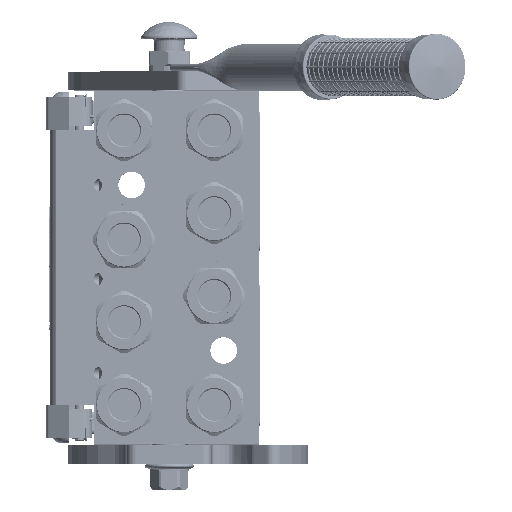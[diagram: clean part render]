
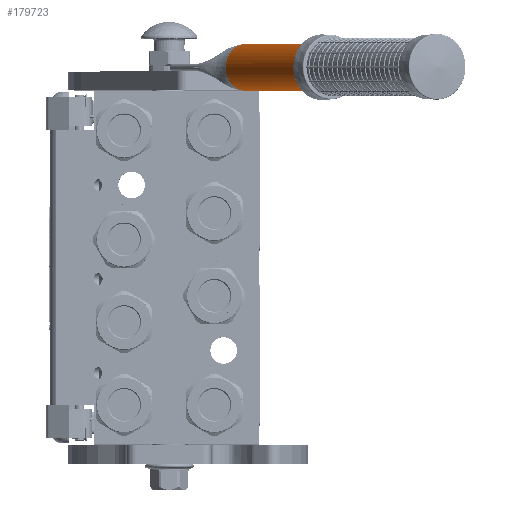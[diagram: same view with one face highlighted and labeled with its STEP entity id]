
A CAD part, top view. The second image highlights one B-rep face of the part: STEP entity #179723.
In plain terms, the highlighted cylindrical face has radius 12.5 mm (diameter 25 mm), a partial arc.
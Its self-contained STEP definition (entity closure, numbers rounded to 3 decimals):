
#1117 = CARTESIAN_POINT ( 'NONE',  ( 12.5, 0.24, 0. ) ) ;
#6253 = DIRECTION ( 'NONE',  ( 0., 1., 0. ) ) ;
#6585 = DIRECTION ( 'NONE',  ( 0., 1., 0. ) ) ;
#9512 = CARTESIAN_POINT ( 'NONE',  ( -12.499, 0.235, -0.221 ) ) ;
#9597 = DIRECTION ( 'NONE',  ( 0.994, 0., -0.109 ) ) ;
#9651 = EDGE_CURVE ( 'NONE', #111620, #76090, #85189, .T. ) ;
#10870 = CARTESIAN_POINT ( 'NONE',  ( 12.466, 0.127, -0.927 ) ) ;
#12369 = CARTESIAN_POINT ( 'NONE',  ( 12.5, 0.24, 0. ) ) ;
#13844 = CARTESIAN_POINT ( 'NONE',  ( 12.464, 0.121, -0.953 ) ) ;
#26526 = FACE_OUTER_BOUND ( 'NONE', #185042, .T. ) ;
#27009 = CARTESIAN_POINT ( 'NONE',  ( -12.494, 0.22, -0.394 ) ) ;
#27743 = CARTESIAN_POINT ( 'NONE',  ( -12.486, 0.195, -0.586 ) ) ;
#30563 = CARTESIAN_POINT ( 'NONE',  ( 12.467, 0.131, -0.91 ) ) ;
#38737 = ORIENTED_EDGE ( 'NONE', *, *, #133872, .F. ) ;
#44438 = CARTESIAN_POINT ( 'NONE',  ( -12.481, 0.178, -0.683 ) ) ;
#45027 = CARTESIAN_POINT ( 'NONE',  ( 12.474, 0.155, -0.804 ) ) ;
#46514 = CARTESIAN_POINT ( 'NONE',  ( 12.441, 0.049, -1.219 ) ) ;
#48151 = CARTESIAN_POINT ( 'NONE',  ( 0., 0., -12.5 ) ) ;
#48165 = ORIENTED_EDGE ( 'NONE', *, *, #71301, .T. ) ;
#53731 = CIRCLE ( 'NONE', #110010, 12.5 ) ;
#61799 = VECTOR ( 'NONE', #192690, 1000. ) ;
#62633 = CARTESIAN_POINT ( 'NONE',  ( -12.492, 0.214, -0.452 ) ) ;
#64097 = CARTESIAN_POINT ( 'NONE',  ( -12.5, 0.24, 0. ) ) ;
#64556 = DIRECTION ( 'NONE',  ( 1., 0., 0. ) ) ;
#65838 = DIRECTION ( 'NONE',  ( 0., -1., 0. ) ) ;
#66643 = B_SPLINE_CURVE_WITH_KNOTS ( 'NONE', 3,
 ( #133125, #46514, #81416, #203149, #13844, #10870, #98912, #30563, #117894, #169629, #45027, #152085, #116423, #79939, #82171, #12369 ),
 .UNSPECIFIED., .F., .F.,
 ( 4, 2, 1, 2, 2, 1, 2, 2, 4 ),
 ( 0., 0.25, 0.313, 0.328, 0.344, 0.375, 0.438, 0.5, 1. ),
 .UNSPECIFIED. ) ;
#71301 = EDGE_CURVE ( 'NONE', #75102, #175836, #208399, .T. ) ;
#75102 = VERTEX_POINT ( 'NONE', #116392 ) ;
#76090 = VERTEX_POINT ( 'NONE', #48151 ) ;
#79348 = CARTESIAN_POINT ( 'NONE',  ( -12.481, 0.178, -0.688 ) ) ;
#79939 = CARTESIAN_POINT ( 'NONE',  ( 12.494, 0.221, -0.449 ) ) ;
#81416 = CARTESIAN_POINT ( 'NONE',  ( 12.452, 0.083, -1.1 ) ) ;
#82171 = CARTESIAN_POINT ( 'NONE',  ( 12.5, 0.24, -0.216 ) ) ;
#83347 = ORIENTED_EDGE ( 'NONE', *, *, #194824, .F. ) ;
#85189 = CIRCLE ( 'NONE', #142515, 12.5 ) ;
#87082 = CARTESIAN_POINT ( 'NONE',  ( 0., 0., 0. ) ) ;
#93463 = EDGE_CURVE ( 'NONE', #76090, #122801, #53731, .T. ) ;
#96845 = CARTESIAN_POINT ( 'NONE',  ( -12.456, 0.096, -1.087 ) ) ;
#98912 = CARTESIAN_POINT ( 'NONE',  ( 12.466, 0.13, -0.917 ) ) ;
#109434 = CARTESIAN_POINT ( 'NONE',  ( 12.426, 0., -1.36 ) ) ;
#110010 = AXIS2_PLACEMENT_3D ( 'NONE', #110643, #6585, #9597 ) ;
#110359 = ORIENTED_EDGE ( 'NONE', *, *, #93463, .T. ) ;
#110643 = CARTESIAN_POINT ( 'NONE',  ( 0., 0., 0. ) ) ;
#111620 = VERTEX_POINT ( 'NONE', #109434 ) ;
#112417 = CARTESIAN_POINT ( 'NONE',  ( 12.5, 0.24, 0. ) ) ;
#112660 = CARTESIAN_POINT ( 'NONE',  ( -12.5, 198., 0. ) ) ;
#114347 = CARTESIAN_POINT ( 'NONE',  ( -12.482, 0.182, -0.665 ) ) ;
#114635 = VERTEX_POINT ( 'NONE', #112417 ) ;
#116081 = CARTESIAN_POINT ( 'NONE',  ( 0., 0., 0. ) ) ;
#116392 = CARTESIAN_POINT ( 'NONE',  ( -12.5, 0.24, 0. ) ) ;
#116423 = CARTESIAN_POINT ( 'NONE',  ( 12.479, 0.172, -0.721 ) ) ;
#117894 = CARTESIAN_POINT ( 'NONE',  ( 12.468, 0.136, -0.889 ) ) ;
#120396 = AXIS2_PLACEMENT_3D ( 'NONE', #116081, #65838, #187501 ) ;
#122801 = VERTEX_POINT ( 'NONE', #214292 ) ;
#133125 = CARTESIAN_POINT ( 'NONE',  ( 12.426, 0., -1.36 ) ) ;
#133872 = EDGE_CURVE ( 'NONE', #75102, #122801, #175398, .T. ) ;
#142515 = AXIS2_PLACEMENT_3D ( 'NONE', #87082, #157736, #208800 ) ;
#143270 = CYLINDRICAL_SURFACE ( 'NONE', #120396, 12.5 ) ;
#147548 = ORIENTED_EDGE ( 'NONE', *, *, #9651, .T. ) ;
#148507 = CARTESIAN_POINT ( 'NONE',  ( -12.484, 0.186, -0.638 ) ) ;
#149326 = EDGE_CURVE ( 'NONE', #114635, #198056, #162329, .T. ) ;
#152085 = CARTESIAN_POINT ( 'NONE',  ( 12.478, 0.167, -0.748 ) ) ;
#156577 = VECTOR ( 'NONE', #6253, 1000. ) ;
#157736 = DIRECTION ( 'NONE',  ( 0., 1., 0. ) ) ;
#162329 = LINE ( 'NONE', #1117, #61799 ) ;
#163537 = CARTESIAN_POINT ( 'NONE',  ( -12.5, 0.24, 0. ) ) ;
#169629 = CARTESIAN_POINT ( 'NONE',  ( 12.471, 0.146, -0.847 ) ) ;
#170583 = ORIENTED_EDGE ( 'NONE', *, *, #149326, .F. ) ;
#175398 = B_SPLINE_CURVE_WITH_KNOTS ( 'NONE', 3,
 ( #64097, #217839, #9512, #27009, #62633, #218596, #27743, #148507, #114347, #201803, #44438, #79348, #201038, #96845, #185017 ),
 .UNSPECIFIED., .F., .F.,
 ( 4, 2, 2, 1, 1, 1, 2, 2, 4 ),
 ( 0., 0.25, 0.375, 0.438, 0.469, 0.484, 0.492, 0.5, 1. ),
 .UNSPECIFIED. ) ;
#175836 = VERTEX_POINT ( 'NONE', #112660 ) ;
#179723 = ADVANCED_FACE ( 'NONE', ( #26526 ), #143270, .T. ) ;
#185017 = CARTESIAN_POINT ( 'NONE',  ( -12.426, 0., -1.36 ) ) ;
#185042 = EDGE_LOOP ( 'NONE', ( #147548, #110359, #38737, #48165, #213886, #170583, #83347 ) ) ;
#185485 = CARTESIAN_POINT ( 'NONE',  ( 0., 198., 0. ) ) ;
#187501 = DIRECTION ( 'NONE',  ( 1., 0., 0. ) ) ;
#192690 = DIRECTION ( 'NONE',  ( 0., 1., 0. ) ) ;
#194824 = EDGE_CURVE ( 'NONE', #111620, #114635, #66643, .T. ) ;
#198056 = VERTEX_POINT ( 'NONE', #218156 ) ;
#201038 = CARTESIAN_POINT ( 'NONE',  ( -12.472, 0.146, -0.859 ) ) ;
#201803 = CARTESIAN_POINT ( 'NONE',  ( -12.482, 0.18, -0.676 ) ) ;
#203003 = DIRECTION ( 'NONE',  ( 0., 1., 0. ) ) ;
#203149 = CARTESIAN_POINT ( 'NONE',  ( 12.461, 0.114, -0.981 ) ) ;
#205136 = AXIS2_PLACEMENT_3D ( 'NONE', #185485, #203003, #64556 ) ;
#207817 = CIRCLE ( 'NONE', #205136, 12.5 ) ;
#208399 = LINE ( 'NONE', #163537, #156577 ) ;
#208800 = DIRECTION ( 'NONE',  ( 0.994, 0., -0.109 ) ) ;
#213886 = ORIENTED_EDGE ( 'NONE', *, *, #219980, .F. ) ;
#214292 = CARTESIAN_POINT ( 'NONE',  ( -12.426, 0., -1.36 ) ) ;
#217839 = CARTESIAN_POINT ( 'NONE',  ( -12.5, 0.24, -0.108 ) ) ;
#218156 = CARTESIAN_POINT ( 'NONE',  ( 12.5, 198., 0. ) ) ;
#218596 = CARTESIAN_POINT ( 'NONE',  ( -12.488, 0.202, -0.541 ) ) ;
#219980 = EDGE_CURVE ( 'NONE', #198056, #175836, #207817, .T. ) ;
